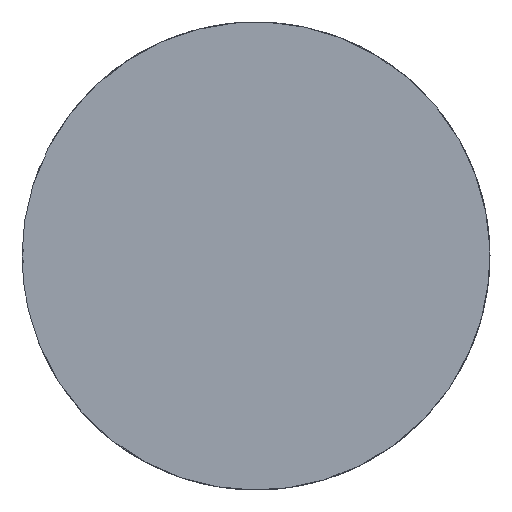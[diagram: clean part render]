
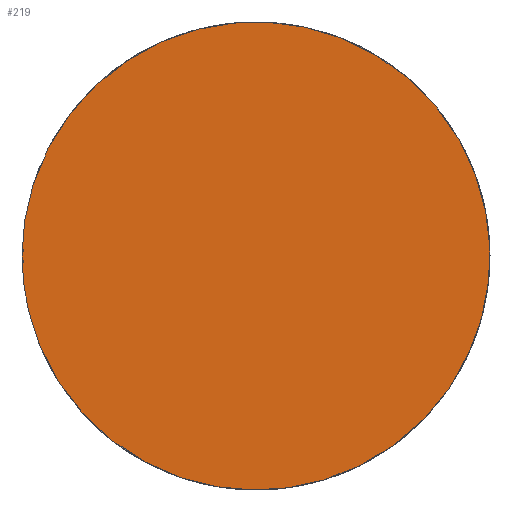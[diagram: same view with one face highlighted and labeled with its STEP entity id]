
A CAD part, left-side view. The second image highlights one B-rep face of the part: STEP entity #219.
In plain terms, the highlighted free-form (B-spline) face has degree [1, 1] with [2, 2] control points.
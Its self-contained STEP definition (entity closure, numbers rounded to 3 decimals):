
#148 = CARTESIAN_POINT ('', (-64., 3., 0.));
#149 = VERTEX_POINT ('', #148);
#157 = CARTESIAN_POINT ('', (-64., 3., 0.));
#158 = CARTESIAN_POINT ('', (-64., 3., 3.));
#159 = CARTESIAN_POINT ('', (-64., 0., 3.));
#160 = CARTESIAN_POINT ('', (-64., -3., 3.));
#161 = CARTESIAN_POINT ('', (-64., -3., 0.));
#162 = CARTESIAN_POINT ('', (-64., -3., -3.));
#163 = CARTESIAN_POINT ('', (-64., 0., -3.));
#164 = CARTESIAN_POINT ('', (-64., 3., -3.));
#165 = CARTESIAN_POINT ('', (-64., 3., 0.));
#166 = (
   BOUNDED_CURVE ()
   B_SPLINE_CURVE (2, (#157, #158, #159, #160, #161, #162, #163, #164, #165), .UNSPECIFIED., .T., .U.)
   B_SPLINE_CURVE_WITH_KNOTS ((3, 2, 2, 2, 3), (0., 0.25, 0.5, 0.75, 1.), .UNSPECIFIED.)
   CURVE ()
   GEOMETRIC_REPRESENTATION_ITEM ()
   RATIONAL_B_SPLINE_CURVE ((1., 0.707, 1., 0.707, 1., 0.707, 1., 0.707, 1.))
   REPRESENTATION_ITEM ('')
);
#167 = EDGE_CURVE ('', #149, #149, #166, .T.);
#211 = ORIENTED_EDGE ('', *, *, #167, .F.);
#212 = EDGE_LOOP ('', (#211));
#213 = FACE_OUTER_BOUND ('', #212, .T.);
#214 = CARTESIAN_POINT ('', (-64., -3.3, -3.3));
#215 = CARTESIAN_POINT ('', (-64., 3.3, -3.3));
#216 = CARTESIAN_POINT ('', (-64., -3.3, 3.3));
#217 = CARTESIAN_POINT ('', (-64., 3.3, 3.3));
#218 = B_SPLINE_SURFACE_WITH_KNOTS ('', 1, 1, ((#214, #215), (#216, #217)), .UNSPECIFIED., .F., .F., .U., (2, 2), (2, 2), (0., 1.), (0., 1.), .UNSPECIFIED.);
#219 = ADVANCED_FACE ('', (#213), #218, .T.);
